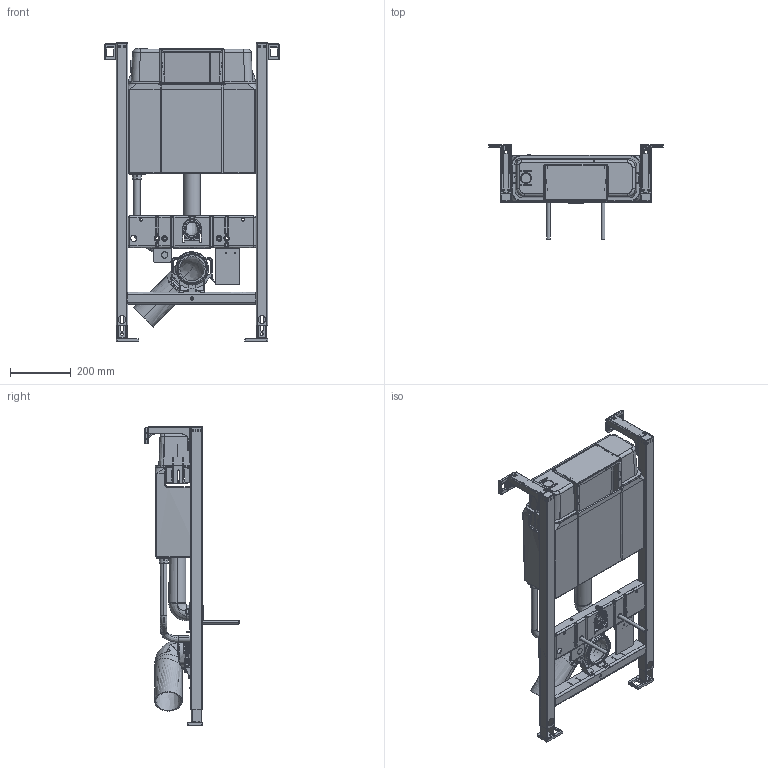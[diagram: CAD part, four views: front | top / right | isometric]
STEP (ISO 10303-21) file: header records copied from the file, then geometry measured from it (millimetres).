
FILE_DESCRIPTION(/* description */ (''),/* implementation_level */ '2;1');
FILE_NAME(/* name */ 'WD1018',/* time_stamp */ '2021-06-28T15:14:49+02:00',/* author */ (''),/* organization */ (''),/* preprocessor_version */ 'ST-DEVELOPER v15',/* originating_system */ '',/* authorisation */ '');
FILE_SCHEMA (('AUTOMOTIVE_DESIGN'));
Products named in the file (2): Document; Block 01
Assembly tree (1 placements, depth 2):
  Document
    Block 01
Bounding box: 577.66 x 311.5 x 986.5 mm (x, y, z)
Volume: 1936829.9 mm3; surface area: 2255265.3 mm2
Topology: 29 solids, 38 shells, 6989 faces, 18425 edges, 11447 vertices
Faces by surface type: plane 3643, bspline 3346
Entity records: 311202 total; most frequent: CARTESIAN_POINT 200230, ORIENTED_EDGE 36437, EDGE_CURVE 18313, B_SPLINE_CURVE_WITH_KNOTS 11874, VERTEX_POINT 11447, EDGE_LOOP 7349, ADVANCED_FACE 6989, FACE_OUTER_BOUND 6989
